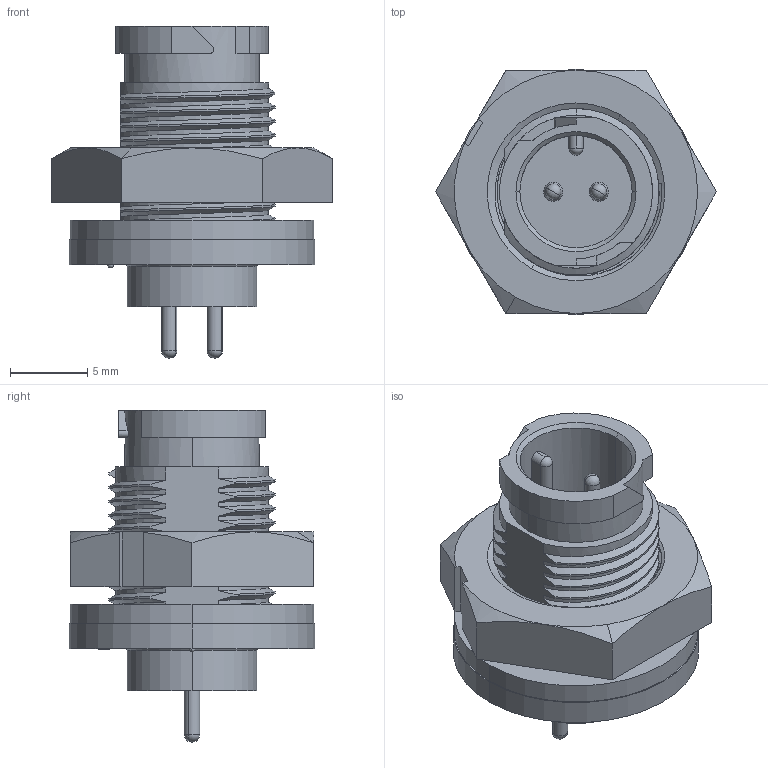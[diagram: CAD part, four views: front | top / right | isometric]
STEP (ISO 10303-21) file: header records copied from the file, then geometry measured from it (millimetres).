
FILE_DESCRIPTION (( 'STEP AP203' ), '1' );
FILE_NAME ('W17281-2PG-P-3ES.STEP', '2021-01-13T14:56:50', ( '' ), ( '' ), 'SwSTEP 2.0', 'SolidWorks 2020', '' );
FILE_SCHEMA (( 'CONFIG_CONTROL_DESIGN' ));
Length unit declared in the file: millimetre
Products named in the file (4): W17281-2PG-P-ES.step; W17281-2PG-P-3ES; GASKET.step; HEX NUT.step
Assembly tree (3 placements, depth 2):
  W17281-2PG-P-3ES
    GASKET.step
    HEX NUT.step
    W17281-2PG-P-ES.step
Bounding box: 18.18 x 15.88 x 21.49 mm (x, y, z)
Volume: 1773.9 mm3; surface area: 2323.5 mm2
Topology: 3 solids, 3 shells, 175 faces, 448 edges, 288 vertices
Faces by surface type: cylinder 69, plane 52, bspline 24, cone 17, torus 10, sphere 3
Entity records: 13208 total; most frequent: CARTESIAN_POINT 8926, ORIENTED_EDGE 886, DIRECTION 729, EDGE_CURVE 443, VERTEX_POINT 286, AXIS2_PLACEMENT_3D 271, EDGE_LOOP 191, LINE 187
